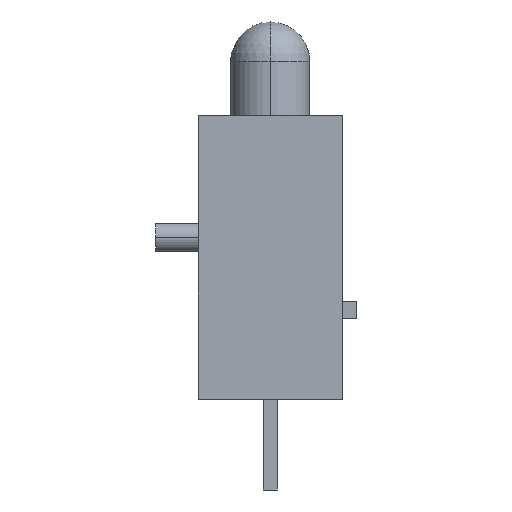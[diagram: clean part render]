
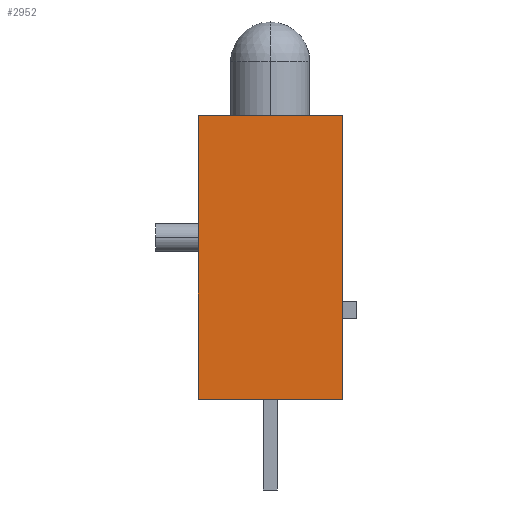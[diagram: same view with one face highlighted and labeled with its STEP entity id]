
A CAD part, left-side view. The second image highlights one B-rep face of the part: STEP entity #2952.
In plain terms, the highlighted planar face has unit normal (-1, 0, 0).
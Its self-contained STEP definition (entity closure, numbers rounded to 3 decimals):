
#2552=CARTESIAN_POINT('',(-2.,2.54,10.0));
#2553=VERTEX_POINT('',#2552);
#2560=CARTESIAN_POINT('',(-2.,-2.54,10.0));
#2561=VERTEX_POINT('',#2560);
#2562=CARTESIAN_POINT('',(-2.,-2.54,10.0));
#2563=DIRECTION('',(0.0,1.0,0.0));
#2564=VECTOR('',#2563,5.08);
#2565=LINE('',#2562,#2564);
#2566=EDGE_CURVE('',#2561,#2553,#2565,.T.);
#2908=CARTESIAN_POINT('',(-2.,-2.54,0.0));
#2909=VERTEX_POINT('',#2908);
#2910=CARTESIAN_POINT('',(-2.,-2.54,0.0));
#2911=DIRECTION('',(0.0,0.0,1.0));
#2912=VECTOR('',#2911,10.0);
#2913=LINE('',#2910,#2912);
#2914=EDGE_CURVE('',#2909,#2561,#2913,.T.);
#2929=CARTESIAN_POINT('',(-2.,-2.54,0.0));
#2930=DIRECTION('',(-1.0,0.0,0.0));
#2931=DIRECTION('',(0.0,0.0,-1.0));
#2932=AXIS2_PLACEMENT_3D('',#2929,#2930,#2931);
#2933=PLANE('',#2932);
#2934=ORIENTED_EDGE('',*,*,#2566,.T.);
#2935=CARTESIAN_POINT('',(-2.,2.54,0.0));
#2936=VERTEX_POINT('',#2935);
#2937=CARTESIAN_POINT('',(-2.,2.54,0.0));
#2938=DIRECTION('',(0.0,0.0,1.0));
#2939=VECTOR('',#2938,10.0);
#2940=LINE('',#2937,#2939);
#2941=EDGE_CURVE('',#2936,#2553,#2940,.T.);
#2942=ORIENTED_EDGE('',*,*,#2941,.F.);
#2943=CARTESIAN_POINT('',(-2.,-2.54,0.0));
#2944=DIRECTION('',(0.0,1.0,0.0));
#2945=VECTOR('',#2944,5.08);
#2946=LINE('',#2943,#2945);
#2947=EDGE_CURVE('',#2909,#2936,#2946,.T.);
#2948=ORIENTED_EDGE('',*,*,#2947,.F.);
#2949=ORIENTED_EDGE('',*,*,#2914,.T.);
#2950=EDGE_LOOP('',(#2934,#2942,#2948,#2949));
#2951=FACE_OUTER_BOUND('',#2950,.T.);
#2952=ADVANCED_FACE('',(#2951),#2933,.T.);
